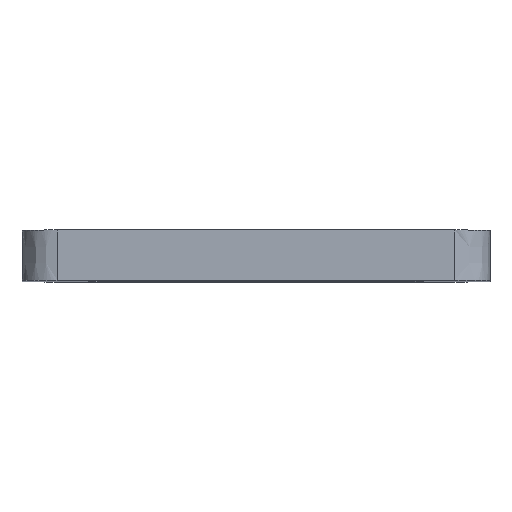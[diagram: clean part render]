
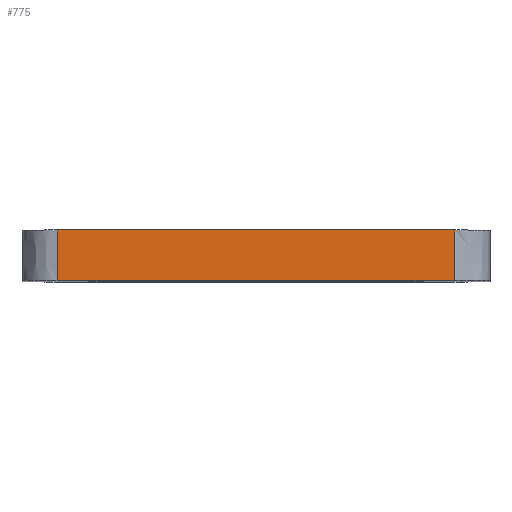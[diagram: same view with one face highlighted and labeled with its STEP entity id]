
A CAD part, top view. The second image highlights one B-rep face of the part: STEP entity #775.
In plain terms, the highlighted planar face has unit normal (0, 0, 1).
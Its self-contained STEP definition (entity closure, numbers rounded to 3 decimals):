
#56=LINE('',#1089,#118);
#71=LINE('',#1432,#133);
#118=VECTOR('',#868,10.);
#133=VECTOR('',#899,10.);
#180=PLANE('',#832);
#201=FACE_OUTER_BOUND('',#251,.T.);
#251=EDGE_LOOP('',(#583,#584,#585,#586));
#319=B_SPLINE_CURVE_WITH_KNOTS('',3,(#1422,#1423,#1424,#1425),
 .UNSPECIFIED.,.F.,.F.,(4,4),(0.,0.3),
 .UNSPECIFIED.);
#320=B_SPLINE_CURVE_WITH_KNOTS('',3,(#1428,#1429,#1430,#1431),
 .UNSPECIFIED.,.F.,.F.,(4,4),(-0.3,0.),
 .UNSPECIFIED.);
#342=VERTEX_POINT('',#1074);
#343=VERTEX_POINT('',#1088);
#378=VERTEX_POINT('',#1408);
#379=VERTEX_POINT('',#1427);
#420=EDGE_CURVE('',#342,#343,#56,.T.);
#459=EDGE_CURVE('',#343,#378,#319,.T.);
#460=EDGE_CURVE('',#379,#342,#320,.T.);
#461=EDGE_CURVE('',#378,#379,#71,.T.);
#583=ORIENTED_EDGE('',*,*,#459,.F.);
#584=ORIENTED_EDGE('',*,*,#420,.F.);
#585=ORIENTED_EDGE('',*,*,#460,.F.);
#586=ORIENTED_EDGE('',*,*,#461,.F.);
#775=ADVANCED_FACE('',(#201),#180,.T.);
#832=AXIS2_PLACEMENT_3D('',#1426,#897,#898);
#868=DIRECTION('',(-1.,0.,0.));
#897=DIRECTION('center_axis',(0.,0.,1.));
#898=DIRECTION('ref_axis',(1.,0.,0.));
#899=DIRECTION('',(1.,0.,0.));
#1074=CARTESIAN_POINT('',(26.979,143.,33.75));
#1088=CARTESIAN_POINT('',(3.221,143.,33.75));
#1089=CARTESIAN_POINT('',(29.1,143.,33.75));
#1408=CARTESIAN_POINT('',(3.221,146.,33.75));
#1422=CARTESIAN_POINT('Ctrl Pts',(3.221,143.,33.75));
#1423=CARTESIAN_POINT('Ctrl Pts',(3.221,144.,33.75));
#1424=CARTESIAN_POINT('Ctrl Pts',(3.221,145.,33.75));
#1425=CARTESIAN_POINT('Ctrl Pts',(3.221,146.,33.75));
#1426=CARTESIAN_POINT('Origin',(1.1,143.,33.75));
#1427=CARTESIAN_POINT('',(26.979,146.,33.75));
#1428=CARTESIAN_POINT('Ctrl Pts',(26.979,146.,33.75));
#1429=CARTESIAN_POINT('Ctrl Pts',(26.979,145.,33.75));
#1430=CARTESIAN_POINT('Ctrl Pts',(26.979,144.,33.75));
#1431=CARTESIAN_POINT('Ctrl Pts',(26.979,143.,33.75));
#1432=CARTESIAN_POINT('',(29.1,146.,33.75));
